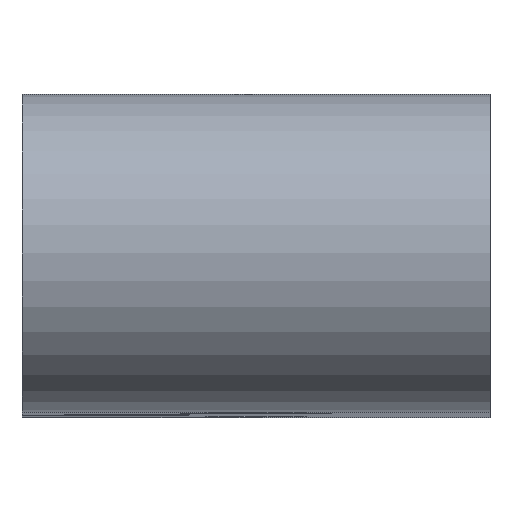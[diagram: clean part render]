
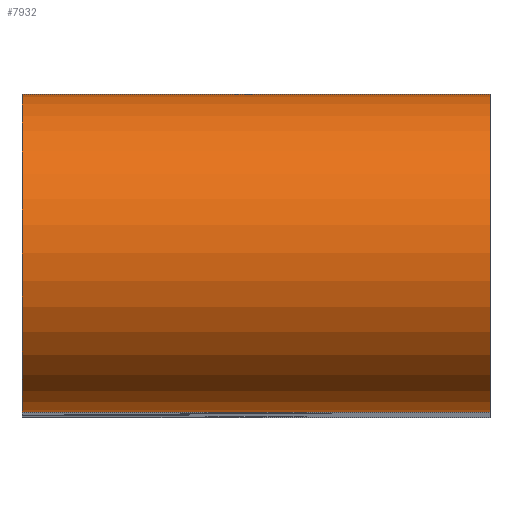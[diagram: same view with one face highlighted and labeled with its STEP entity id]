
A CAD part, top view. The second image highlights one B-rep face of the part: STEP entity #7932.
In plain terms, the highlighted cylindrical face has radius 9.5 mm (diameter 19 mm), a partial arc.
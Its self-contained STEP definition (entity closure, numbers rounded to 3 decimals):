
#44 = PLANE('',#45);
#45 = AXIS2_PLACEMENT_3D('',#46,#47,#48);
#46 = CARTESIAN_POINT('',(50.,-32.995,40.453));
#47 = DIRECTION('',(1.,0.,0.));
#48 = DIRECTION('',(0.,0.,1.));
#100 = PLANE('',#101);
#101 = AXIS2_PLACEMENT_3D('',#102,#103,#104);
#102 = CARTESIAN_POINT('',(78.,-32.995,40.453));
#103 = DIRECTION('',(1.,0.,0.));
#104 = DIRECTION('',(0.,0.,1.));
#1697 = VERTEX_POINT('',#1698);
#1698 = CARTESIAN_POINT('',(50.,-22.3,131.111));
#1712 = PLANE('',#1713);
#1713 = AXIS2_PLACEMENT_3D('',#1714,#1715,#1716);
#1714 = CARTESIAN_POINT('',(50.,-22.3,131.111));
#1715 = DIRECTION('',(0.,1.,0.));
#1716 = DIRECTION('',(0.,0.,-1.));
#1724 = EDGE_CURVE('',#1697,#1725,#1727,.T.);
#1725 = VERTEX_POINT('',#1726);
#1726 = CARTESIAN_POINT('',(50.,-41.3,131.111));
#1727 = SURFACE_CURVE('',#1728,(#1733,#1740),.PCURVE_S1.);
#1728 = CIRCLE('',#1729,9.5);
#1729 = AXIS2_PLACEMENT_3D('',#1730,#1731,#1732);
#1730 = CARTESIAN_POINT('',(50.,-31.8,131.111));
#1731 = DIRECTION('',(1.,0.,0.));
#1732 = DIRECTION('',(0.,1.,0.));
#1733 = PCURVE('',#44,#1734);
#1734 = DEFINITIONAL_REPRESENTATION('',(#1735),#1739);
#1735 = CIRCLE('',#1736,9.5);
#1736 = AXIS2_PLACEMENT_2D('',#1737,#1738);
#1737 = CARTESIAN_POINT('',(90.658,-1.195));
#1738 = DIRECTION('',(0.,-1.));
#1739 = ( GEOMETRIC_REPRESENTATION_CONTEXT(2) 
PARAMETRIC_REPRESENTATION_CONTEXT() REPRESENTATION_CONTEXT('2D SPACE',''
  ) );
#1740 = PCURVE('',#1741,#1746);
#1741 = CYLINDRICAL_SURFACE('',#1742,9.5);
#1742 = AXIS2_PLACEMENT_3D('',#1743,#1744,#1745);
#1743 = CARTESIAN_POINT('',(50.,-31.8,131.111));
#1744 = DIRECTION('',(-1.,0.,0.));
#1745 = DIRECTION('',(0.,1.,0.));
#1746 = DEFINITIONAL_REPRESENTATION('',(#1747),#1751);
#1747 = LINE('',#1748,#1749);
#1748 = CARTESIAN_POINT('',(-0.,0.));
#1749 = VECTOR('',#1750,1.);
#1750 = DIRECTION('',(-1.,0.));
#1751 = ( GEOMETRIC_REPRESENTATION_CONTEXT(2) 
PARAMETRIC_REPRESENTATION_CONTEXT() REPRESENTATION_CONTEXT('2D SPACE',''
  ) );
#1769 = PLANE('',#1770);
#1770 = AXIS2_PLACEMENT_3D('',#1771,#1772,#1773);
#1771 = CARTESIAN_POINT('',(64.,-41.3,37.439));
#1772 = DIRECTION('',(0.,-1.,0.));
#1773 = DIRECTION('',(0.,0.,-1.));
#3052 = VERTEX_POINT('',#3053);
#3053 = CARTESIAN_POINT('',(78.,-22.3,131.111));
#3074 = EDGE_CURVE('',#3052,#3075,#3077,.T.);
#3075 = VERTEX_POINT('',#3076);
#3076 = CARTESIAN_POINT('',(78.,-41.3,131.111));
#3077 = SURFACE_CURVE('',#3078,(#3083,#3090),.PCURVE_S1.);
#3078 = CIRCLE('',#3079,9.5);
#3079 = AXIS2_PLACEMENT_3D('',#3080,#3081,#3082);
#3080 = CARTESIAN_POINT('',(78.,-31.8,131.111));
#3081 = DIRECTION('',(1.,0.,0.));
#3082 = DIRECTION('',(0.,1.,0.));
#3083 = PCURVE('',#100,#3084);
#3084 = DEFINITIONAL_REPRESENTATION('',(#3085),#3089);
#3085 = CIRCLE('',#3086,9.5);
#3086 = AXIS2_PLACEMENT_2D('',#3087,#3088);
#3087 = CARTESIAN_POINT('',(90.658,-1.195));
#3088 = DIRECTION('',(0.,-1.));
#3089 = ( GEOMETRIC_REPRESENTATION_CONTEXT(2) 
PARAMETRIC_REPRESENTATION_CONTEXT() REPRESENTATION_CONTEXT('2D SPACE',''
  ) );
#3090 = PCURVE('',#1741,#3091);
#3091 = DEFINITIONAL_REPRESENTATION('',(#3092),#3096);
#3092 = LINE('',#3093,#3094);
#3093 = CARTESIAN_POINT('',(-0.,-28.));
#3094 = VECTOR('',#3095,1.);
#3095 = DIRECTION('',(-1.,0.));
#3096 = ( GEOMETRIC_REPRESENTATION_CONTEXT(2) 
PARAMETRIC_REPRESENTATION_CONTEXT() REPRESENTATION_CONTEXT('2D SPACE',''
  ) );
#6904 = EDGE_CURVE('',#1725,#3075,#6905,.T.);
#6905 = SURFACE_CURVE('',#6906,(#6910,#6917),.PCURVE_S1.);
#6906 = LINE('',#6907,#6908);
#6907 = CARTESIAN_POINT('',(50.,-41.3,131.111));
#6908 = VECTOR('',#6909,1.);
#6909 = DIRECTION('',(1.,0.,0.));
#6910 = PCURVE('',#1769,#6911);
#6911 = DEFINITIONAL_REPRESENTATION('',(#6912),#6916);
#6912 = LINE('',#6913,#6914);
#6913 = CARTESIAN_POINT('',(-93.672,-14.));
#6914 = VECTOR('',#6915,1.);
#6915 = DIRECTION('',(0.,1.));
#6916 = ( GEOMETRIC_REPRESENTATION_CONTEXT(2) 
PARAMETRIC_REPRESENTATION_CONTEXT() REPRESENTATION_CONTEXT('2D SPACE',''
  ) );
#6917 = PCURVE('',#1741,#6918);
#6918 = DEFINITIONAL_REPRESENTATION('',(#6919),#6923);
#6919 = LINE('',#6920,#6921);
#6920 = CARTESIAN_POINT('',(-3.142,0.));
#6921 = VECTOR('',#6922,1.);
#6922 = DIRECTION('',(-0.,-1.));
#6923 = ( GEOMETRIC_REPRESENTATION_CONTEXT(2) 
PARAMETRIC_REPRESENTATION_CONTEXT() REPRESENTATION_CONTEXT('2D SPACE',''
  ) );
#7851 = EDGE_CURVE('',#1697,#3052,#7852,.T.);
#7852 = SURFACE_CURVE('',#7853,(#7857,#7864),.PCURVE_S1.);
#7853 = LINE('',#7854,#7855);
#7854 = CARTESIAN_POINT('',(50.,-22.3,131.111));
#7855 = VECTOR('',#7856,1.);
#7856 = DIRECTION('',(1.,0.,0.));
#7857 = PCURVE('',#1712,#7858);
#7858 = DEFINITIONAL_REPRESENTATION('',(#7859),#7863);
#7859 = LINE('',#7860,#7861);
#7860 = CARTESIAN_POINT('',(0.,0.));
#7861 = VECTOR('',#7862,1.);
#7862 = DIRECTION('',(0.,-1.));
#7863 = ( GEOMETRIC_REPRESENTATION_CONTEXT(2) 
PARAMETRIC_REPRESENTATION_CONTEXT() REPRESENTATION_CONTEXT('2D SPACE',''
  ) );
#7864 = PCURVE('',#1741,#7865);
#7865 = DEFINITIONAL_REPRESENTATION('',(#7866),#7870);
#7866 = LINE('',#7867,#7868);
#7867 = CARTESIAN_POINT('',(0.,0.));
#7868 = VECTOR('',#7869,1.);
#7869 = DIRECTION('',(-0.,-1.));
#7870 = ( GEOMETRIC_REPRESENTATION_CONTEXT(2) 
PARAMETRIC_REPRESENTATION_CONTEXT() REPRESENTATION_CONTEXT('2D SPACE',''
  ) );
#7932 = ADVANCED_FACE('',(#7933),#1741,.T.);
#7933 = FACE_BOUND('',#7934,.F.);
#7934 = EDGE_LOOP('',(#7935,#7936,#7937,#7938));
#7935 = ORIENTED_EDGE('',*,*,#7851,.T.);
#7936 = ORIENTED_EDGE('',*,*,#3074,.T.);
#7937 = ORIENTED_EDGE('',*,*,#6904,.F.);
#7938 = ORIENTED_EDGE('',*,*,#1724,.F.);
